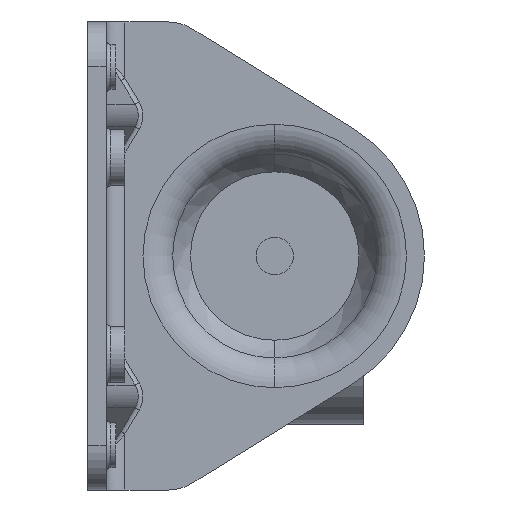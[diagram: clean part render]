
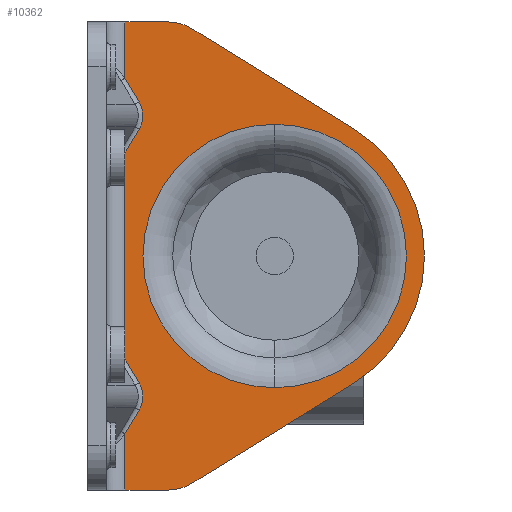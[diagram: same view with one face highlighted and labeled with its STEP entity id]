
A CAD part, front view. The second image highlights one B-rep face of the part: STEP entity #10362.
In plain terms, the highlighted planar face has unit normal (0, -1, 0).
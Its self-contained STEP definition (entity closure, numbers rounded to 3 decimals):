
#3245=DIRECTION('',(0.511,0.,0.859));
#3246=VECTOR('',#3245,2.952);
#3247=CARTESIAN_POINT('',(-16.,-7.327,-18.999));
#3248=LINE('',#3247,#3246);
#3249=DIRECTION('',(-0.511,0.,0.859));
#3250=VECTOR('',#3249,2.952);
#3251=CARTESIAN_POINT('',(-14.491,-7.327,
-13.538));
#3252=LINE('',#3251,#3250);
#3253=DIRECTION('',(0.511,0.,0.859));
#3254=VECTOR('',#3253,2.952);
#3255=CARTESIAN_POINT('',(-16.,-7.327,11.001));
#3256=LINE('',#3255,#3254);
#3257=DIRECTION('',(-0.511,0.,0.859));
#3258=VECTOR('',#3257,2.952);
#3259=CARTESIAN_POINT('',(-14.491,-7.327,
16.462));
#3260=LINE('',#3259,#3258);
#3261=DIRECTION('',(1.,0.,0.));
#3262=VECTOR('',#3261,4.635);
#3263=CARTESIAN_POINT('',(-16.,-7.327,25.));
#3264=LINE('',#3263,#3262);
#3265=CARTESIAN_POINT('',(-11.365,-7.327,20.2));
#3266=DIRECTION('',(0.,1.,0.));
#3267=DIRECTION('',(0.,0.,1.));
#3268=AXIS2_PLACEMENT_3D('',#3265,#3266,#3267);
#3270=DIRECTION('',(0.85,0.,-0.526));
#3271=VECTOR('',#3270,20.292);
#3272=CARTESIAN_POINT('',(-8.839,-7.327,24.282));
#3273=LINE('',#3272,#3271);
#3274=CARTESIAN_POINT('',(0.,-7.327,0.));
#3275=DIRECTION('',(0.,1.,0.));
#3276=DIRECTION('',(0.526,0.,0.85));
#3277=AXIS2_PLACEMENT_3D('',#3274,#3275,#3276);
#3279=CARTESIAN_POINT('',(0.,-7.327,0.));
#3280=DIRECTION('',(0.,1.,0.));
#3281=DIRECTION('',(1.,0.,0.));
#3282=AXIS2_PLACEMENT_3D('',#3279,#3280,#3281);
#3284=DIRECTION('',(-0.85,0.,-0.526));
#3285=VECTOR('',#3284,20.292);
#3286=CARTESIAN_POINT('',(8.417,-7.327,-13.607));
#3287=LINE('',#3286,#3285);
#3288=CARTESIAN_POINT('',(-11.365,-7.327,-20.2));
#3289=DIRECTION('',(0.,1.,0.));
#3290=DIRECTION('',(0.526,0.,-0.85));
#3291=AXIS2_PLACEMENT_3D('',#3288,#3289,#3290);
#3293=DIRECTION('',(-1.,0.,0.));
#3294=VECTOR('',#3293,4.635);
#3295=CARTESIAN_POINT('',(-11.365,-7.327,-25.));
#3296=LINE('',#3295,#3294);
#3297=CARTESIAN_POINT('',(0.,-7.327,0.));
#3298=DIRECTION('',(0.,-1.,0.));
#3299=DIRECTION('',(0.,0.,1.));
#3300=AXIS2_PLACEMENT_3D('',#3297,#3298,#3299);
#3302=CARTESIAN_POINT('',(0.,-7.327,0.));
#3303=DIRECTION('',(0.,-1.,0.));
#3304=DIRECTION('',(0.,0.,-1.));
#3305=AXIS2_PLACEMENT_3D('',#3302,#3303,#3304);
#3338=CARTESIAN_POINT('',(-16.,-7.327,-18.999));
#3340=DIRECTION('',(0.,0.,-1.));
#3341=VECTOR('',#3340,6.001);
#3342=CARTESIAN_POINT('',(-16.,-7.327,-18.999));
#3343=LINE('',#3342,#3341);
#3446=DIRECTION('',(0.,0.,-1.));
#3447=VECTOR('',#3446,6.001);
#3448=CARTESIAN_POINT('',(-16.,-7.327,25.));
#3449=LINE('',#3448,#3447);
#3487=CARTESIAN_POINT('',(-14.491,-7.327,
16.462));
#3488=CARTESIAN_POINT('',(-14.451,-7.327,
16.395));
#3489=CARTESIAN_POINT('',(-14.377,-7.327,
16.258));
#3490=CARTESIAN_POINT('',(-14.282,-7.327,
16.043));
#3491=CARTESIAN_POINT('',(-14.205,-7.327,
15.82));
#3492=CARTESIAN_POINT('',(-14.146,-7.327,
15.59));
#3493=CARTESIAN_POINT('',(-14.107,-7.327,
15.356));
#3494=CARTESIAN_POINT('',(-14.087,-7.327,
15.119));
#3495=CARTESIAN_POINT('',(-14.087,-7.327,14.881));
#3496=CARTESIAN_POINT('',(-14.107,-7.327,
14.644));
#3497=CARTESIAN_POINT('',(-14.146,-7.327,
14.41));
#3498=CARTESIAN_POINT('',(-14.205,-7.327,
14.18));
#3499=CARTESIAN_POINT('',(-14.282,-7.327,
13.957));
#3500=CARTESIAN_POINT('',(-14.377,-7.327,
13.742));
#3501=CARTESIAN_POINT('',(-14.451,-7.327,
13.605));
#3502=CARTESIAN_POINT('',(-14.491,-7.327,
13.538));
#3549=CARTESIAN_POINT('',(-16.,-7.327,11.001));
#3551=DIRECTION('',(0.,0.,-1.));
#3552=VECTOR('',#3551,22.001);
#3553=CARTESIAN_POINT('',(-16.,-7.327,11.001));
#3554=LINE('',#3553,#3552);
#3576=CARTESIAN_POINT('',(-16.,-7.327,-11.001));
#3588=CARTESIAN_POINT('',(-14.491,-7.327,
-13.538));
#3589=CARTESIAN_POINT('',(-14.451,-7.327,
-13.605));
#3590=CARTESIAN_POINT('',(-14.377,-7.327,
-13.742));
#3591=CARTESIAN_POINT('',(-14.282,-7.327,
-13.957));
#3592=CARTESIAN_POINT('',(-14.205,-7.327,
-14.18));
#3593=CARTESIAN_POINT('',(-14.146,-7.327,
-14.41));
#3594=CARTESIAN_POINT('',(-14.107,-7.327,
-14.644));
#3595=CARTESIAN_POINT('',(-14.087,-7.327,-14.881));
#3596=CARTESIAN_POINT('',(-14.087,-7.327,
-15.119));
#3597=CARTESIAN_POINT('',(-14.107,-7.327,
-15.356));
#3598=CARTESIAN_POINT('',(-14.146,-7.327,
-15.59));
#3599=CARTESIAN_POINT('',(-14.205,-7.327,
-15.82));
#3600=CARTESIAN_POINT('',(-14.282,-7.327,
-16.043));
#3601=CARTESIAN_POINT('',(-14.377,-7.327,
-16.258));
#3602=CARTESIAN_POINT('',(-14.451,-7.327,
-16.395));
#3603=CARTESIAN_POINT('',(-14.491,-7.327,
-16.462));
#6892=CARTESIAN_POINT('',(-8.839,-7.327,24.282));
#6893=VERTEX_POINT('',#6892);
#6894=CARTESIAN_POINT('',(-11.365,-7.327,25.));
#6895=VERTEX_POINT('',#6894);
#6896=CARTESIAN_POINT('',(8.417,-7.327,13.607));
#6897=VERTEX_POINT('',#6896);
#6898=CARTESIAN_POINT('',(8.417,-7.327,-13.607));
#6899=VERTEX_POINT('',#6898);
#6900=CARTESIAN_POINT('',(16.,-7.327,0.));
#6901=VERTEX_POINT('',#6900);
#6902=CARTESIAN_POINT('',(-8.839,-7.327,-24.282));
#6903=VERTEX_POINT('',#6902);
#6904=CARTESIAN_POINT('',(-11.365,-7.327,-25.));
#6905=VERTEX_POINT('',#6904);
#6914=CARTESIAN_POINT('',(-16.,-7.327,-25.));
#6915=VERTEX_POINT('',#6914);
#7239=VERTEX_POINT('',#3576);
#7242=CARTESIAN_POINT('',(-16.,-7.327,25.));
#7243=CARTESIAN_POINT('',(-16.,-7.327,18.999));
#7244=VERTEX_POINT('',#7242);
#7245=VERTEX_POINT('',#7243);
#7246=VERTEX_POINT('',#3338);
#7247=VERTEX_POINT('',#3549);
#7248=CARTESIAN_POINT('',(-14.491,-7.327,
-16.462));
#7249=VERTEX_POINT('',#7248);
#7250=VERTEX_POINT('',#3588);
#7251=CARTESIAN_POINT('',(-14.491,-7.327,
13.538));
#7252=VERTEX_POINT('',#7251);
#7253=VERTEX_POINT('',#3487);
#7254=CARTESIAN_POINT('',(0.001,-7.327,14.082));
#7255=CARTESIAN_POINT('',(-0.001,-7.327,-14.082));
#7256=VERTEX_POINT('',#7254);
#7257=VERTEX_POINT('',#7255);
#10317=CARTESIAN_POINT('',(0.,-7.327,0.));
#10318=DIRECTION('',(0.,-1.,0.));
#10319=DIRECTION('',(1.,0.,0.));
#10320=AXIS2_PLACEMENT_3D('',#10317,#10318,#10319);
#10321=PLANE('',#10320);
#10323=ORIENTED_EDGE('',*,*,#10322,.T.);
#10325=ORIENTED_EDGE('',*,*,#10324,.F.);
#10327=ORIENTED_EDGE('',*,*,#10326,.T.);
#10329=ORIENTED_EDGE('',*,*,#10328,.F.);
#10331=ORIENTED_EDGE('',*,*,#10330,.T.);
#10333=ORIENTED_EDGE('',*,*,#10332,.F.);
#10335=ORIENTED_EDGE('',*,*,#10334,.T.);
#10337=ORIENTED_EDGE('',*,*,#10336,.F.);
#10339=ORIENTED_EDGE('',*,*,#10338,.T.);
#10341=ORIENTED_EDGE('',*,*,#10340,.T.);
#10343=ORIENTED_EDGE('',*,*,#10342,.T.);
#10345=ORIENTED_EDGE('',*,*,#10344,.T.);
#10347=ORIENTED_EDGE('',*,*,#10346,.T.);
#10349=ORIENTED_EDGE('',*,*,#10348,.T.);
#10351=ORIENTED_EDGE('',*,*,#10350,.T.);
#10353=ORIENTED_EDGE('',*,*,#10352,.T.);
#10355=ORIENTED_EDGE('',*,*,#10354,.F.);
#10356=EDGE_LOOP('',(#10323,#10325,#10327,#10329,#10331,#10333,#10335,#10337,
#10339,#10341,#10343,#10345,#10347,#10349,#10351,#10353,#10355));
#10357=FACE_OUTER_BOUND('',#10356,.F.);
#10358=ORIENTED_EDGE('',*,*,#10304,.T.);
#10359=ORIENTED_EDGE('',*,*,#10283,.T.);
#10360=EDGE_LOOP('',(#10358,#10359));
#10361=FACE_BOUND('',#10360,.F.);
#10362=ADVANCED_FACE('',(#10357,#10361),#10321,.T.);
#3269=CIRCLE('',#3268,4.8);
#3278=CIRCLE('',#3277,16.);
#3283=CIRCLE('',#3282,16.);
#3292=CIRCLE('',#3291,4.8);
#3301=CIRCLE('',#3300,14.082);
#3306=CIRCLE('',#3305,14.082);
#3503=B_SPLINE_CURVE_WITH_KNOTS('',3,(#3487,#3488,#3489,#3490,#3491,#3492,#3493,
#3494,#3495,#3496,#3497,#3498,#3499,#3500,#3501,#3502),.UNSPECIFIED.,.F.,.F.,(4,
1,1,1,1,1,1,1,1,1,1,1,1,4),(0.,0.077,0.154,
0.231,0.308,0.385,0.462,
0.538,0.615,0.692,0.769,
0.846,0.923,1.),.UNSPECIFIED.);
#3604=B_SPLINE_CURVE_WITH_KNOTS('',3,(#3588,#3589,#3590,#3591,#3592,#3593,#3594,
#3595,#3596,#3597,#3598,#3599,#3600,#3601,#3602,#3603),.UNSPECIFIED.,.F.,.F.,(4,
1,1,1,1,1,1,1,1,1,1,1,1,4),(0.,0.077,0.154,
0.231,0.308,0.385,0.462,
0.538,0.615,0.692,0.769,
0.846,0.923,1.),.UNSPECIFIED.);
#10283=EDGE_CURVE('',#7257,#7256,#3306,.T.);
#10304=EDGE_CURVE('',#7256,#7257,#3301,.T.);
#10322=EDGE_CURVE('',#7246,#7249,#3248,.T.);
#10324=EDGE_CURVE('',#7250,#7249,#3604,.T.);
#10326=EDGE_CURVE('',#7250,#7239,#3252,.T.);
#10328=EDGE_CURVE('',#7247,#7239,#3554,.T.);
#10330=EDGE_CURVE('',#7247,#7252,#3256,.T.);
#10332=EDGE_CURVE('',#7253,#7252,#3503,.T.);
#10334=EDGE_CURVE('',#7253,#7245,#3260,.T.);
#10336=EDGE_CURVE('',#7244,#7245,#3449,.T.);
#10338=EDGE_CURVE('',#7244,#6895,#3264,.T.);
#10340=EDGE_CURVE('',#6895,#6893,#3269,.T.);
#10342=EDGE_CURVE('',#6893,#6897,#3273,.T.);
#10344=EDGE_CURVE('',#6897,#6901,#3278,.T.);
#10346=EDGE_CURVE('',#6901,#6899,#3283,.T.);
#10348=EDGE_CURVE('',#6899,#6903,#3287,.T.);
#10350=EDGE_CURVE('',#6903,#6905,#3292,.T.);
#10352=EDGE_CURVE('',#6905,#6915,#3296,.T.);
#10354=EDGE_CURVE('',#7246,#6915,#3343,.T.);
